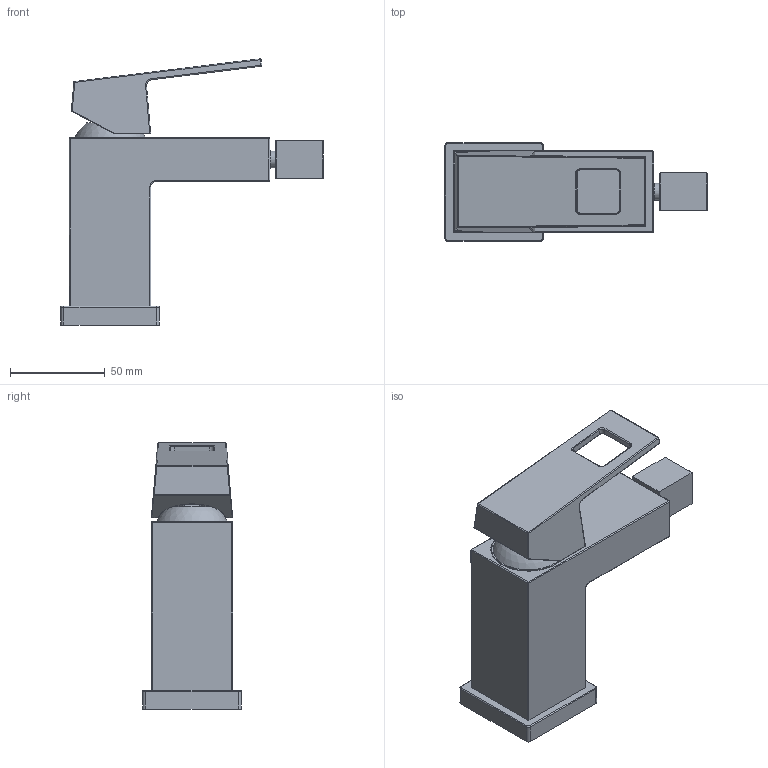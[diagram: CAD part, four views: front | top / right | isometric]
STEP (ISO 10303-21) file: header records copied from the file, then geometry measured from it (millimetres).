
FILE_DESCRIPTION(/* description */ ('Unknown'),/* implementation_level */ '2;1');
FILE_NAME(/* name */ '23138000',/* time_stamp */ '2022-09-09T10:00:24+02:00',/* author */ ('Unknown'),/* organization */ ('GROHE AG'),/* preprocessor_version */ 'ST-DEVELOPER v16.7',/* originating_system */ 'DEX',/* authorisation */ $);
FILE_SCHEMA (('AUTOMOTIVE_DESIGN {1 0 10303 214 3 1 1}'));
Length unit declared in the file: millimetre
Products named in the file (5): 23138000; id59; 1; NPIT.062(Standard)
Assembly tree (4 placements, depth 2):
  23138000
    23138000
    id59
    1
    NPIT.062(Standard)
Bounding box: 138.46 x 52 x 140.69 mm (x, y, z)
Volume: 27007.1 mm3; surface area: 47222.8 mm2
Topology: 1 solids, 7 shells, 133 faces, 410 edges, 282 vertices
Faces by surface type: cylinder 44, bspline 39, plane 37, sphere 8, torus 5
Full cylindrical faces by diameter (mm): 8.95 x1, 38.9 x1
Entity records: 5804 total; most frequent: CARTESIAN_POINT 1863, ORIENTED_EDGE 664, DIRECTION 590, EDGE_CURVE 405, VERTEX_POINT 281, LINE 226, VECTOR 226, AXIS2_PLACEMENT_3D 182
